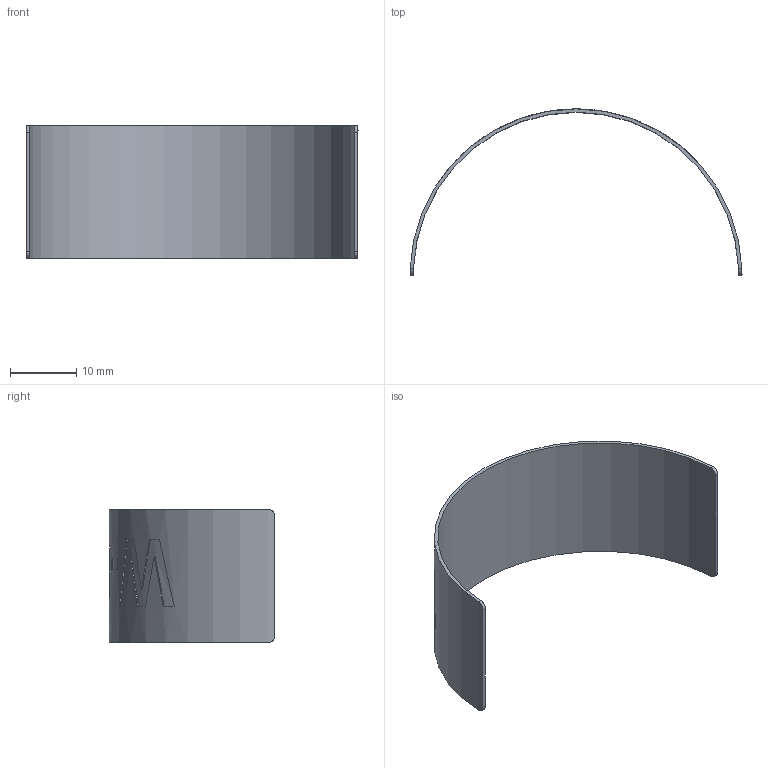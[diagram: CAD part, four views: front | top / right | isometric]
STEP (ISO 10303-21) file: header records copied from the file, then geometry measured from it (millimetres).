
FILE_DESCRIPTION (( 'STEP AP203' ), '1' );
FILE_NAME ('3435-50-018-04_REV_.step', '2025-11-20T01:09:08', ( '' ), ( '' ), 'SwSTEP 2.0', 'SolidWorks 2025', '' );
FILE_SCHEMA (( 'CONFIG_CONTROL_DESIGN' ));
Length unit declared in the file: millimetre
Products named in the file (1): 3435-50-018-04_REV_
Bounding box: 50 x 25 x 20 mm (x, y, z)
Volume: 737.8 mm3; surface area: 3245.4 mm2
Topology: 1 solids, 1 shells, 66 faces, 168 edges, 112 vertices
Faces by surface type: bspline 34, plane 18, cylinder 14
Entity records: 9543 total; most frequent: CARTESIAN_POINT 8175, ORIENTED_EDGE 336, EDGE_CURVE 168, DIRECTION 139, B_SPLINE_CURVE_WITH_KNOTS 117, VERTEX_POINT 112, EDGE_LOOP 74, ADVANCED_FACE 66
